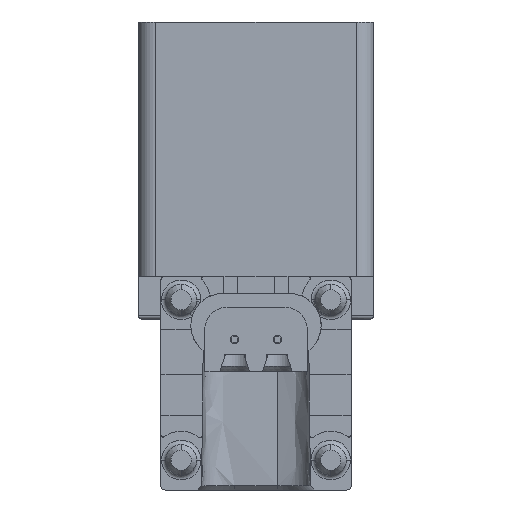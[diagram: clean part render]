
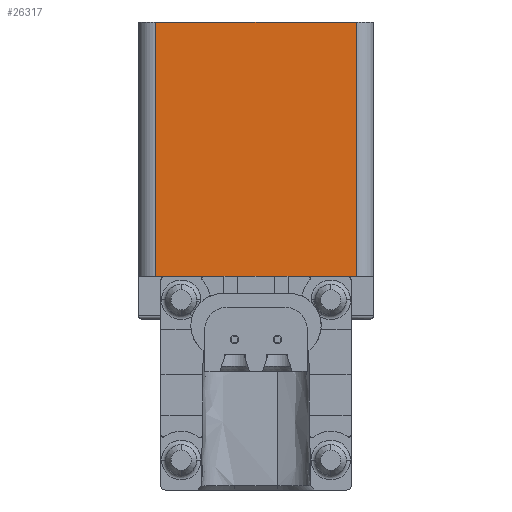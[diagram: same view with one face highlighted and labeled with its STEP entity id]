
A CAD part, front view. The second image highlights one B-rep face of the part: STEP entity #26317.
In plain terms, the highlighted planar face has unit normal (0, -1, 0).
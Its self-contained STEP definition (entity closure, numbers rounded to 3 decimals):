
#175 = EDGE_LOOP ( 'NONE', ( #23907, #16156, #9015, #24496, #16516, #20787, #5875, #18268, #1591, #12469 ) ) ;
#703 = VECTOR ( 'NONE', #17434, 1000. ) ;
#762 = VECTOR ( 'NONE', #8844, 1000. ) ;
#1436 = CARTESIAN_POINT ( 'NONE',  ( 4.7, -4.65, 7.7 ) ) ;
#1591 = ORIENTED_EDGE ( 'NONE', *, *, #8164, .F. ) ;
#1652 = EDGE_CURVE ( 'NONE', #5720, #23340, #19018, .T. ) ;
#1730 = LINE ( 'NONE', #22615, #762 ) ;
#1751 = DIRECTION ( 'NONE',  ( 0., 0., -1. ) ) ;
#1841 = EDGE_CURVE ( 'NONE', #20924, #23542, #1730, .T. ) ;
#2503 = LINE ( 'NONE', #16356, #3481 ) ;
#3223 = EDGE_CURVE ( 'NONE', #9359, #6047, #16643, .T. ) ;
#3481 = VECTOR ( 'NONE', #26579, 1000. ) ;
#3715 = VECTOR ( 'NONE', #1751, 1000. ) ;
#3823 = LINE ( 'NONE', #24626, #10261 ) ;
#4394 = VECTOR ( 'NONE', #10960, 1000. ) ;
#4466 = DIRECTION ( 'NONE',  ( -1., 0., 0. ) ) ;
#4592 = VERTEX_POINT ( 'NONE', #12187 ) ;
#5017 = LINE ( 'NONE', #1436, #23312 ) ;
#5720 = VERTEX_POINT ( 'NONE', #6742 ) ;
#5875 = ORIENTED_EDGE ( 'NONE', *, *, #3223, .F. ) ;
#6047 = VERTEX_POINT ( 'NONE', #10520 ) ;
#6608 = CARTESIAN_POINT ( 'NONE',  ( 4.25, -4.65, -4.2 ) ) ;
#6742 = CARTESIAN_POINT ( 'NONE',  ( -1.5, -4.65, -4.2 ) ) ;
#7151 = PLANE ( 'NONE',  #9911 ) ;
#7524 = DIRECTION ( 'NONE',  ( 0., 1., 0. ) ) ;
#7662 = DIRECTION ( 'NONE',  ( 1., 0., 0. ) ) ;
#7691 = CARTESIAN_POINT ( 'NONE',  ( -4.7, -4.65, -4.2 ) ) ;
#8164 = EDGE_CURVE ( 'NONE', #4592, #9881, #3823, .T. ) ;
#8844 = DIRECTION ( 'NONE',  ( -1., 0., 0. ) ) ;
#8987 = EDGE_CURVE ( 'NONE', #10740, #4592, #5017, .T. ) ;
#9015 = ORIENTED_EDGE ( 'NONE', *, *, #1652, .F. ) ;
#9359 = VERTEX_POINT ( 'NONE', #16412 ) ;
#9632 = DIRECTION ( 'NONE',  ( -1., 0., 0. ) ) ;
#9857 = FACE_OUTER_BOUND ( 'NONE', #175, .T. ) ;
#9881 = VERTEX_POINT ( 'NONE', #16815 ) ;
#9911 = AXIS2_PLACEMENT_3D ( 'NONE', #21668, #7524, #21752 ) ;
#10261 = VECTOR ( 'NONE', #14505, 1000. ) ;
#10520 = CARTESIAN_POINT ( 'NONE',  ( 1.5, -4.65, -4.2 ) ) ;
#10740 = VERTEX_POINT ( 'NONE', #23076 ) ;
#10960 = DIRECTION ( 'NONE',  ( -1., 0., 0. ) ) ;
#11012 = EDGE_CURVE ( 'NONE', #9881, #9359, #21456, .T. ) ;
#11534 = CARTESIAN_POINT ( 'NONE',  ( 4.25, -4.65, -4.2 ) ) ;
#12187 = CARTESIAN_POINT ( 'NONE',  ( 4.7, -4.65, 7.7 ) ) ;
#12469 = ORIENTED_EDGE ( 'NONE', *, *, #8987, .F. ) ;
#12815 = VECTOR ( 'NONE', #16584, 1000. ) ;
#14231 = EDGE_CURVE ( 'NONE', #10740, #26365, #17831, .T. ) ;
#14505 = DIRECTION ( 'NONE',  ( 0., 0., -1. ) ) ;
#15147 = CARTESIAN_POINT ( 'NONE',  ( 4.25, -4.65, -4.2 ) ) ;
#15456 = CARTESIAN_POINT ( 'NONE',  ( -2.45, -4.65, -4.2 ) ) ;
#16156 = ORIENTED_EDGE ( 'NONE', *, *, #25590, .F. ) ;
#16323 = CARTESIAN_POINT ( 'NONE',  ( -0.85, -4.65, -4.2 ) ) ;
#16356 = CARTESIAN_POINT ( 'NONE',  ( 4.25, -4.65, -4.2 ) ) ;
#16412 = CARTESIAN_POINT ( 'NONE',  ( 2.45, -4.65, -4.2 ) ) ;
#16516 = ORIENTED_EDGE ( 'NONE', *, *, #1841, .F. ) ;
#16584 = DIRECTION ( 'NONE',  ( -1., 0., 0. ) ) ;
#16622 = CARTESIAN_POINT ( 'NONE',  ( 0.85, -4.65, -4.2 ) ) ;
#16643 = LINE ( 'NONE', #24577, #12815 ) ;
#16815 = CARTESIAN_POINT ( 'NONE',  ( 4.7, -4.65, -4.2 ) ) ;
#17434 = DIRECTION ( 'NONE',  ( -1., 0., 0. ) ) ;
#17831 = LINE ( 'NONE', #22216, #3715 ) ;
#18268 = ORIENTED_EDGE ( 'NONE', *, *, #11012, .F. ) ;
#19018 = LINE ( 'NONE', #25435, #703 ) ;
#19131 = EDGE_CURVE ( 'NONE', #23542, #5720, #23645, .T. ) ;
#19792 = VECTOR ( 'NONE', #4466, 1000. ) ;
#20787 = ORIENTED_EDGE ( 'NONE', *, *, #26062, .F. ) ;
#20924 = VERTEX_POINT ( 'NONE', #16622 ) ;
#21456 = LINE ( 'NONE', #11534, #26285 ) ;
#21668 = CARTESIAN_POINT ( 'NONE',  ( 4.7, -4.65, 7.7 ) ) ;
#21752 = DIRECTION ( 'NONE',  ( -1., 0., 0. ) ) ;
#22216 = CARTESIAN_POINT ( 'NONE',  ( -4.7, -4.65, 7.7 ) ) ;
#22615 = CARTESIAN_POINT ( 'NONE',  ( 4.25, -4.65, -4.2 ) ) ;
#23076 = CARTESIAN_POINT ( 'NONE',  ( -4.7, -4.65, 7.7 ) ) ;
#23312 = VECTOR ( 'NONE', #7662, 1000. ) ;
#23340 = VERTEX_POINT ( 'NONE', #15456 ) ;
#23542 = VERTEX_POINT ( 'NONE', #16323 ) ;
#23645 = LINE ( 'NONE', #15147, #4394 ) ;
#23907 = ORIENTED_EDGE ( 'NONE', *, *, #14231, .T. ) ;
#24317 = LINE ( 'NONE', #6608, #19792 ) ;
#24496 = ORIENTED_EDGE ( 'NONE', *, *, #19131, .F. ) ;
#24577 = CARTESIAN_POINT ( 'NONE',  ( 4.25, -4.65, -4.2 ) ) ;
#24626 = CARTESIAN_POINT ( 'NONE',  ( 4.7, -4.65, 7.7 ) ) ;
#25435 = CARTESIAN_POINT ( 'NONE',  ( 4.25, -4.65, -4.2 ) ) ;
#25590 = EDGE_CURVE ( 'NONE', #23340, #26365, #2503, .T. ) ;
#26062 = EDGE_CURVE ( 'NONE', #6047, #20924, #24317, .T. ) ;
#26285 = VECTOR ( 'NONE', #9632, 1000. ) ;
#26317 = ADVANCED_FACE ( 'NONE', ( #9857 ), #7151, .F. ) ;
#26365 = VERTEX_POINT ( 'NONE', #7691 ) ;
#26579 = DIRECTION ( 'NONE',  ( -1., 0., 0. ) ) ;
